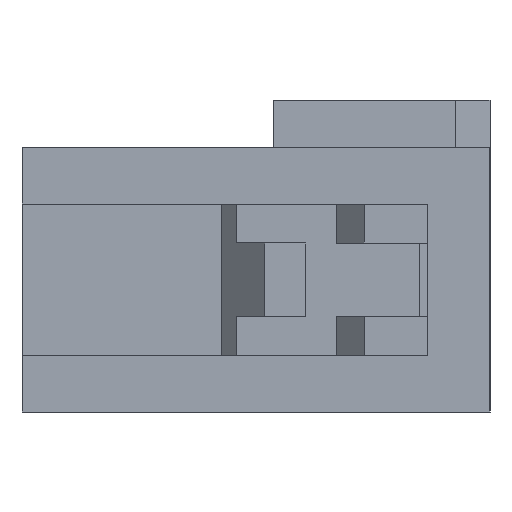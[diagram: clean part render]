
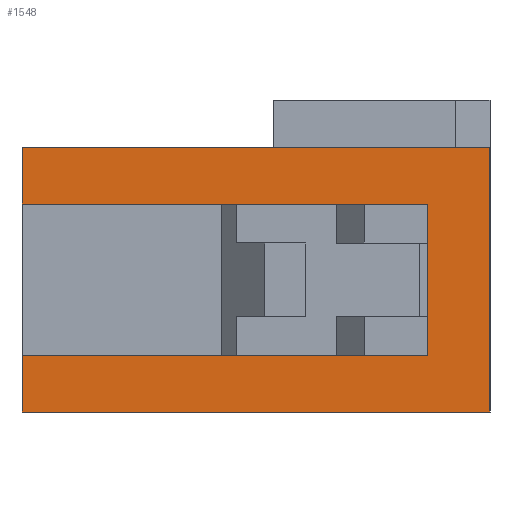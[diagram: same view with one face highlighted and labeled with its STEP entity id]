
A CAD part, left-side view. The second image highlights one B-rep face of the part: STEP entity #1548.
In plain terms, the highlighted planar face has unit normal (-1, 0, 0).
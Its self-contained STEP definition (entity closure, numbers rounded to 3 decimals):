
#1548=ADVANCED_FACE('',(#2264),#1909,.T.);
#1909=PLANE('',#8773);
#2264=FACE_OUTER_BOUND('',#2622,.T.);
#2622=EDGE_LOOP('',(#3901,#3902,#3903,#3904,#3905,#3906,#3907,#3908));
#3901=ORIENTED_EDGE('',*,*,#6236,.T.);
#3902=ORIENTED_EDGE('',*,*,#6211,.T.);
#3903=ORIENTED_EDGE('',*,*,#6218,.T.);
#3904=ORIENTED_EDGE('',*,*,#6238,.F.);
#3905=ORIENTED_EDGE('',*,*,#6239,.T.);
#3906=ORIENTED_EDGE('',*,*,#6240,.T.);
#3907=ORIENTED_EDGE('',*,*,#6241,.T.);
#3908=ORIENTED_EDGE('',*,*,#6242,.F.);
#5311=VERTEX_POINT('',#12062);
#5312=VERTEX_POINT('',#12064);
#5317=VERTEX_POINT('',#12077);
#5328=VERTEX_POINT('',#12114);
#5329=VERTEX_POINT('',#12118);
#5330=VERTEX_POINT('',#12120);
#5331=VERTEX_POINT('',#12122);
#5332=VERTEX_POINT('',#12124);
#6211=EDGE_CURVE('',#5312,#5311,#7220,.T.);
#6218=EDGE_CURVE('',#5311,#5317,#7227,.T.);
#6236=EDGE_CURVE('',#5328,#5312,#7245,.T.);
#6238=EDGE_CURVE('',#5329,#5317,#7247,.T.);
#6239=EDGE_CURVE('',#5329,#5330,#7248,.T.);
#6240=EDGE_CURVE('',#5330,#5331,#7249,.T.);
#6241=EDGE_CURVE('',#5331,#5332,#7250,.T.);
#6242=EDGE_CURVE('',#5328,#5332,#7251,.T.);
#7220=LINE('',#12063,#8217);
#7227=LINE('',#12078,#8224);
#7245=LINE('',#12113,#8242);
#7247=LINE('',#12117,#8244);
#7248=LINE('',#12119,#8245);
#7249=LINE('',#12121,#8246);
#7250=LINE('',#12123,#8247);
#7251=LINE('',#12125,#8248);
#8217=VECTOR('',#10098,1.);
#8224=VECTOR('',#10109,1.);
#8242=VECTOR('',#10141,1.);
#8244=VECTOR('',#10145,1.);
#8245=VECTOR('',#10146,1.);
#8246=VECTOR('',#10147,1.);
#8247=VECTOR('',#10148,1.);
#8248=VECTOR('',#10149,1.);
#8773=AXIS2_PLACEMENT_3D('',#12126,#10150,#10151);
#10098=DIRECTION('',(0.,0.,-1.));
#10109=DIRECTION('',(0.,1.,0.));
#10141=DIRECTION('',(0.,-1.,0.));
#10145=DIRECTION('',(0.,0.,1.));
#10146=DIRECTION('',(0.,-1.,0.));
#10147=DIRECTION('',(0.,0.,1.));
#10148=DIRECTION('',(0.,1.,0.));
#10149=DIRECTION('',(0.,0.,1.));
#10150=DIRECTION('',(-1.,0.,0.));
#10151=DIRECTION('',(0.,-1.,0.));
#12062=CARTESIAN_POINT('',(0.,1.45,1.3));
#12063=CARTESIAN_POINT('',(0.,1.45,4.8));
#12064=CARTESIAN_POINT('',(0.,1.45,4.8));
#12077=CARTESIAN_POINT('',(0.,10.8,1.3));
#12078=CARTESIAN_POINT('',(0.,1.45,1.3));
#12113=CARTESIAN_POINT('',(0.,10.8,4.8));
#12114=CARTESIAN_POINT('',(0.,10.8,4.8));
#12117=CARTESIAN_POINT('',(0.,10.8,0.));
#12118=CARTESIAN_POINT('',(0.,10.8,0.));
#12119=CARTESIAN_POINT('',(0.,10.8,0.));
#12120=CARTESIAN_POINT('',(0.,0.,0.));
#12121=CARTESIAN_POINT('',(0.,0.,0.));
#12122=CARTESIAN_POINT('',(0.,0.,6.1));
#12123=CARTESIAN_POINT('',(0.,0.,6.1));
#12124=CARTESIAN_POINT('',(0.,10.8,6.1));
#12125=CARTESIAN_POINT('',(0.,10.8,4.8));
#12126=CARTESIAN_POINT('',(0.,10.8,0.));
